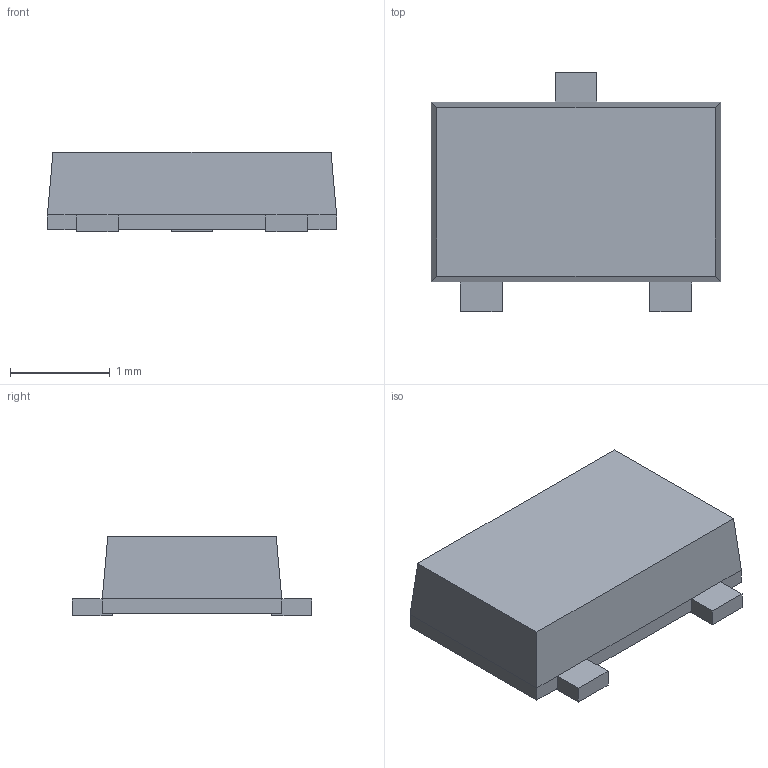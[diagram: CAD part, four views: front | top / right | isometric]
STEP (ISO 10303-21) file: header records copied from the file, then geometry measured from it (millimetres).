
FILE_DESCRIPTION(/* description */ (''),/* implementation_level */ '2;1');
FILE_NAME(/* name */ 'SOT-23F.step',/* time_stamp */ '2023-01-09T11:31:35+11:00',/* author */ (''),/* organization */ (''),/* preprocessor_version */ 'ST-DEVELOPER v19.2',/* originating_system */ 'Autodesk Translation Framework v11.17.0.187',/* authorisation */ '');
FILE_SCHEMA (('AUTOMOTIVE_DESIGN { 1 0 10303 214 3 1 1 }'));
Length unit declared in the file: millimetre
Products named in the file (1): (Unsaved)
Bounding box: 2.9 x 2.4 x 0.8 mm (x, y, z)
Volume: 4 mm3; surface area: 19.1 mm2
Topology: 4 solids, 4 shells, 43 faces, 95 edges, 60 vertices
Faces by surface type: plane 43
Entity records: 1193 total; most frequent: CARTESIAN_POINT 199, ORIENTED_EDGE 190, DIRECTION 183, LINE 95, VECTOR 95, EDGE_CURVE 95, VERTEX_POINT 60, AXIS2_PLACEMENT_3D 44
